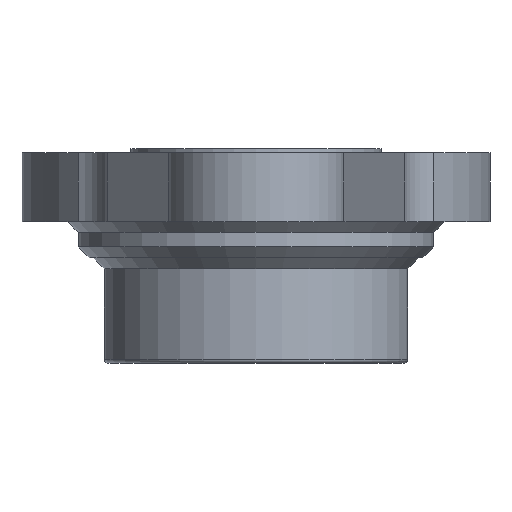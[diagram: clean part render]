
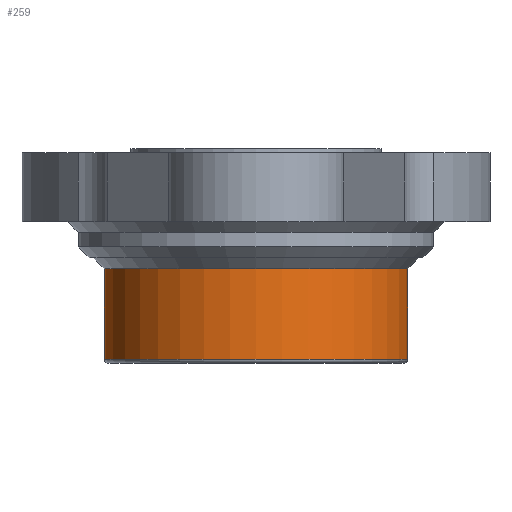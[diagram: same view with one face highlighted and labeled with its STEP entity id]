
A CAD part, left-side view. The second image highlights one B-rep face of the part: STEP entity #259.
In plain terms, the highlighted cylindrical face has radius 4.185 mm (diameter 8.37 mm), a full revolution.
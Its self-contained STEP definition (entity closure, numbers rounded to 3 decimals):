
#82 = TOROIDAL_SURFACE('',#83,4.085,0.1);
#83 = AXIS2_PLACEMENT_3D('',#84,#85,#86);
#84 = CARTESIAN_POINT('',(0.,0.,-3.8));
#85 = DIRECTION('',(-0.,-0.,-1.));
#86 = DIRECTION('',(1.,0.,0.));
#151 = VERTEX_POINT('',#152);
#152 = CARTESIAN_POINT('',(4.185,0.,-3.8));
#172 = EDGE_CURVE('',#151,#151,#173,.T.);
#173 = SURFACE_CURVE('',#174,(#179,#186),.PCURVE_S1.);
#174 = CIRCLE('',#175,4.185);
#175 = AXIS2_PLACEMENT_3D('',#176,#177,#178);
#176 = CARTESIAN_POINT('',(0.,0.,-3.8));
#177 = DIRECTION('',(0.,0.,-1.));
#178 = DIRECTION('',(1.,0.,0.));
#179 = PCURVE('',#82,#180);
#180 = DEFINITIONAL_REPRESENTATION('',(#181),#185);
#181 = LINE('',#182,#183);
#182 = CARTESIAN_POINT('',(0.,0.));
#183 = VECTOR('',#184,1.);
#184 = DIRECTION('',(1.,0.));
#185 = ( GEOMETRIC_REPRESENTATION_CONTEXT(2) 
PARAMETRIC_REPRESENTATION_CONTEXT() REPRESENTATION_CONTEXT('2D SPACE',''
  ) );
#186 = PCURVE('',#187,#192);
#187 = CYLINDRICAL_SURFACE('',#188,4.185);
#188 = AXIS2_PLACEMENT_3D('',#189,#190,#191);
#189 = CARTESIAN_POINT('',(0.,0.,-1.));
#190 = DIRECTION('',(0.,0.,1.));
#191 = DIRECTION('',(1.,0.,0.));
#192 = DEFINITIONAL_REPRESENTATION('',(#193),#197);
#193 = LINE('',#194,#195);
#194 = CARTESIAN_POINT('',(-0.,-2.8));
#195 = VECTOR('',#196,1.);
#196 = DIRECTION('',(-1.,0.));
#197 = ( GEOMETRIC_REPRESENTATION_CONTEXT(2) 
PARAMETRIC_REPRESENTATION_CONTEXT() REPRESENTATION_CONTEXT('2D SPACE',''
  ) );
#259 = ADVANCED_FACE('',(#260),#187,.T.);
#260 = FACE_BOUND('',#261,.F.);
#261 = EDGE_LOOP('',(#262,#285,#312,#313));
#262 = ORIENTED_EDGE('',*,*,#263,.F.);
#263 = EDGE_CURVE('',#264,#151,#266,.T.);
#264 = VERTEX_POINT('',#265);
#265 = CARTESIAN_POINT('',(4.185,0.,-1.3));
#266 = SEAM_CURVE('',#267,(#271,#278),.PCURVE_S1.);
#267 = LINE('',#268,#269);
#268 = CARTESIAN_POINT('',(4.185,0.,-1.));
#269 = VECTOR('',#270,1.);
#270 = DIRECTION('',(0.,0.,-1.));
#271 = PCURVE('',#187,#272);
#272 = DEFINITIONAL_REPRESENTATION('',(#273),#277);
#273 = LINE('',#274,#275);
#274 = CARTESIAN_POINT('',(-6.283,0.));
#275 = VECTOR('',#276,1.);
#276 = DIRECTION('',(-0.,-1.));
#277 = ( GEOMETRIC_REPRESENTATION_CONTEXT(2) 
PARAMETRIC_REPRESENTATION_CONTEXT() REPRESENTATION_CONTEXT('2D SPACE',''
  ) );
#278 = PCURVE('',#187,#279);
#279 = DEFINITIONAL_REPRESENTATION('',(#280),#284);
#280 = LINE('',#281,#282);
#281 = CARTESIAN_POINT('',(-0.,0.));
#282 = VECTOR('',#283,1.);
#283 = DIRECTION('',(-0.,-1.));
#284 = ( GEOMETRIC_REPRESENTATION_CONTEXT(2) 
PARAMETRIC_REPRESENTATION_CONTEXT() REPRESENTATION_CONTEXT('2D SPACE',''
  ) );
#285 = ORIENTED_EDGE('',*,*,#286,.F.);
#286 = EDGE_CURVE('',#264,#264,#287,.T.);
#287 = SURFACE_CURVE('',#288,(#293,#300),.PCURVE_S1.);
#288 = CIRCLE('',#289,4.185);
#289 = AXIS2_PLACEMENT_3D('',#290,#291,#292);
#290 = CARTESIAN_POINT('',(0.,0.,-1.3));
#291 = DIRECTION('',(0.,0.,-1.));
#292 = DIRECTION('',(1.,0.,0.));
#293 = PCURVE('',#187,#294);
#294 = DEFINITIONAL_REPRESENTATION('',(#295),#299);
#295 = LINE('',#296,#297);
#296 = CARTESIAN_POINT('',(-0.,-0.3));
#297 = VECTOR('',#298,1.);
#298 = DIRECTION('',(-1.,0.));
#299 = ( GEOMETRIC_REPRESENTATION_CONTEXT(2) 
PARAMETRIC_REPRESENTATION_CONTEXT() REPRESENTATION_CONTEXT('2D SPACE',''
  ) );
#300 = PCURVE('',#301,#306);
#301 = CONICAL_SURFACE('',#302,4.185,0.785);
#302 = AXIS2_PLACEMENT_3D('',#303,#304,#305);
#303 = CARTESIAN_POINT('',(0.,0.,-1.3));
#304 = DIRECTION('',(0.,0.,1.));
#305 = DIRECTION('',(1.,0.,0.));
#306 = DEFINITIONAL_REPRESENTATION('',(#307),#311);
#307 = LINE('',#308,#309);
#308 = CARTESIAN_POINT('',(-0.,-0.));
#309 = VECTOR('',#310,1.);
#310 = DIRECTION('',(-1.,-0.));
#311 = ( GEOMETRIC_REPRESENTATION_CONTEXT(2) 
PARAMETRIC_REPRESENTATION_CONTEXT() REPRESENTATION_CONTEXT('2D SPACE',''
  ) );
#312 = ORIENTED_EDGE('',*,*,#263,.T.);
#313 = ORIENTED_EDGE('',*,*,#172,.T.);
